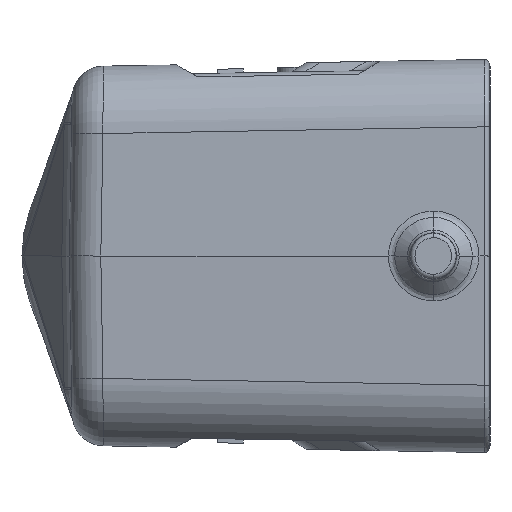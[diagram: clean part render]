
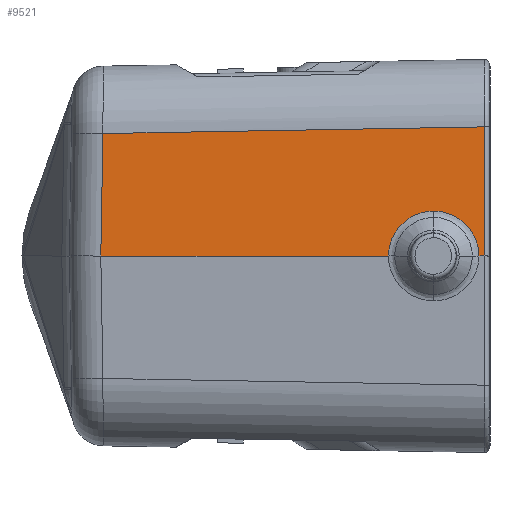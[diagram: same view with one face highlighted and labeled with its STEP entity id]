
A CAD part, left-side view. The second image highlights one B-rep face of the part: STEP entity #9521.
In plain terms, the highlighted planar face has unit normal (-1, 0.018, 0.017).
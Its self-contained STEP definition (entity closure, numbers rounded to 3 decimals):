
#1712=CARTESIAN_POINT('',(-29.743,70.608,14.121));
#1750=DIRECTION('',(0.017,0.,1.));
#1751=VECTOR('',#1750,14.124);
#1752=CARTESIAN_POINT('',(-29.989,70.61,
0.));
#1753=LINE('',#1752,#1751);
#1754=DIRECTION('',(0.017,1.,0.));
#1755=VECTOR('',#1754,0.6);
#1756=CARTESIAN_POINT('',(-29.989,70.61,
0.));
#1757=LINE('',#1756,#1755);
#1758=DIRECTION('',(0.017,1.,0.));
#1759=VECTOR('',#1758,31.455);
#1760=CARTESIAN_POINT('',(-29.806,81.112,
0.));
#1761=LINE('',#1760,#1759);
#1762=DIRECTION('',(0.017,-0.017,1.));
#1763=VECTOR('',#1762,13.397);
#1764=CARTESIAN_POINT('',(-29.257,112.562,
0.));
#1765=LINE('',#1764,#1763);
#1766=DIRECTION('',(-0.017,-1.,0.017));
#1767=VECTOR('',#1766,41.732);
#1768=CARTESIAN_POINT('',(-29.027,112.328,13.393));
#1769=LINE('',#1768,#1767);
#1775=CARTESIAN_POINT('',(-29.807,76.165,4.912));
#1776=CARTESIAN_POINT('',(-29.813,75.797,4.913));
#1777=CARTESIAN_POINT('',(-29.827,75.077,4.833));
#1778=CARTESIAN_POINT('',(-29.852,74.025,4.474));
#1779=CARTESIAN_POINT('',(-29.878,73.077,3.888));
#1780=CARTESIAN_POINT('',(-29.906,72.28,3.103));
#1781=CARTESIAN_POINT('',(-29.933,71.678,2.16));
#1782=CARTESIAN_POINT('',(-29.958,71.301,1.103));
#1783=CARTESIAN_POINT('',(-29.972,71.212,
0.375));
#1784=CARTESIAN_POINT('',(-29.979,71.209,
0.));
#1890=CARTESIAN_POINT('',(-29.979,71.209,
0.));
#1998=CARTESIAN_POINT('',(-29.806,81.112,
0.));
#1999=CARTESIAN_POINT('',(-29.8,81.109,
0.374));
#2000=CARTESIAN_POINT('',(-29.788,81.02,1.103));
#2001=CARTESIAN_POINT('',(-29.776,80.643,2.16));
#2002=CARTESIAN_POINT('',(-29.771,80.041,3.102));
#2003=CARTESIAN_POINT('',(-29.771,79.244,3.887));
#2004=CARTESIAN_POINT('',(-29.777,78.298,4.473));
#2005=CARTESIAN_POINT('',(-29.789,77.249,4.832));
#2006=CARTESIAN_POINT('',(-29.8,76.532,4.912));
#2007=CARTESIAN_POINT('',(-29.807,76.165,4.912));
#6673=CARTESIAN_POINT('',(-29.989,70.61,
0.));
#6674=VERTEX_POINT('',#6673);
#6675=CARTESIAN_POINT('',(-29.257,112.562,
0.));
#6676=VERTEX_POINT('',#6675);
#6677=CARTESIAN_POINT('',(-29.806,81.112,
0.));
#6678=VERTEX_POINT('',#6677);
#6680=VERTEX_POINT('',#1890);
#6683=CARTESIAN_POINT('',(-29.027,112.328,13.393));
#6684=VERTEX_POINT('',#6683);
#6690=VERTEX_POINT('',#1712);
#6691=VERTEX_POINT('',#1775);
#9505=CARTESIAN_POINT('',(-29.607,70.,22.544));
#9506=DIRECTION('',(-1.,0.017,0.017));
#9507=DIRECTION('',(0.017,1.,0.));
#9508=AXIS2_PLACEMENT_3D('',#9505,#9506,#9507);
#9509=PLANE('',#9508);
#9510=ORIENTED_EDGE('',*,*,#9497,.F.);
#9511=ORIENTED_EDGE('',*,*,#9311,.T.);
#9513=ORIENTED_EDGE('',*,*,#9512,.F.);
#9515=ORIENTED_EDGE('',*,*,#9514,.F.);
#9516=ORIENTED_EDGE('',*,*,#9305,.T.);
#9517=ORIENTED_EDGE('',*,*,#9338,.T.);
#9518=ORIENTED_EDGE('',*,*,#9467,.T.);
#9519=EDGE_LOOP('',(#9510,#9511,#9513,#9515,#9516,#9517,#9518));
#9520=FACE_OUTER_BOUND('',#9519,.F.);
#9521=ADVANCED_FACE('',(#9520),#9509,.T.);
#1785=B_SPLINE_CURVE_WITH_KNOTS('',3,(#1775,#1776,#1777,#1778,#1779,#1780,#1781,
#1782,#1783,#1784),.UNSPECIFIED.,.F.,.F.,(4,1,1,1,1,1,1,4),(0.,
0.143,0.286,0.429,0.571,
0.714,0.857,1.),.UNSPECIFIED.);
#2008=B_SPLINE_CURVE_WITH_KNOTS('',3,(#1998,#1999,#2000,#2001,#2002,#2003,#2004,
#2005,#2006,#2007),.UNSPECIFIED.,.F.,.F.,(4,1,1,1,1,1,1,4),(0.,
0.143,0.286,0.429,0.571,
0.714,0.857,1.),.UNSPECIFIED.);
#9305=EDGE_CURVE('',#6678,#6676,#1761,.T.);
#9311=EDGE_CURVE('',#6674,#6680,#1757,.T.);
#9338=EDGE_CURVE('',#6676,#6684,#1765,.T.);
#9467=EDGE_CURVE('',#6684,#6690,#1769,.T.);
#9497=EDGE_CURVE('',#6674,#6690,#1753,.T.);
#9512=EDGE_CURVE('',#6691,#6680,#1785,.T.);
#9514=EDGE_CURVE('',#6678,#6691,#2008,.T.);
